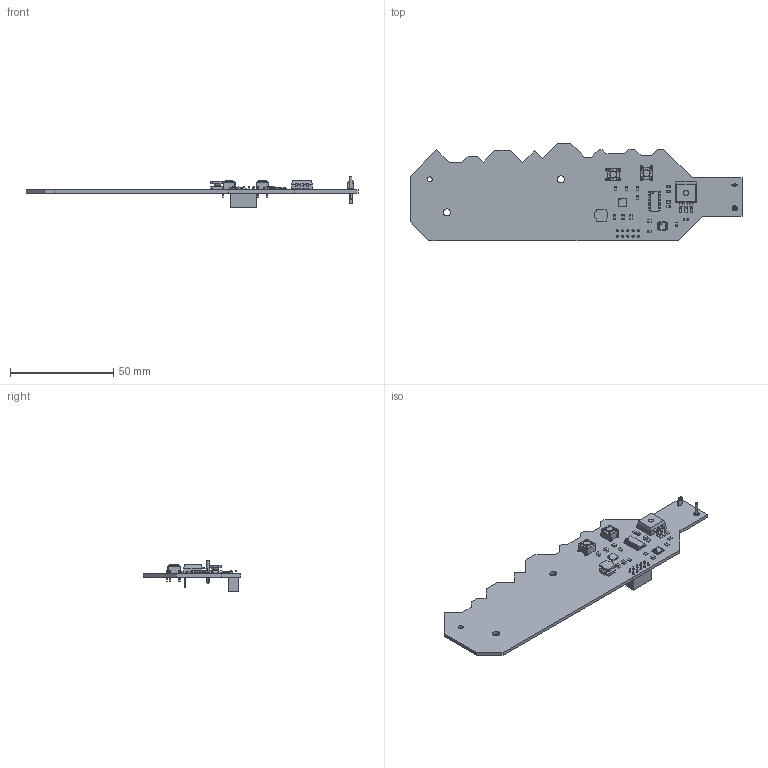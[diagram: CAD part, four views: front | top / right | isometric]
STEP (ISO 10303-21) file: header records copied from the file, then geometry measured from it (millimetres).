
FILE_DESCRIPTION(('FreeCAD Model'),'2;1');
FILE_NAME('ecig_sp.step', '2019-06-13T07:12:40',('kicad StepUp'),('ksu MCAD'), 'Open CASCADE STEP processor 7.3','FreeCAD','Unknown');
FILE_SCHEMA(('AUTOMOTIVE_DESIGN { 1 0 10303 214 1 1 1 1 }'));
Length unit declared in the file: millimetre
Products named in the file (1): ecig_sp
Bounding box: 160.8 x 47 x 15.1 mm (x, y, z)
Volume: 10921.6 mm3; surface area: 14468.8 mm2
Topology: 1 solids, 1 shells, 1835 faces, 5164 edges, 3325 vertices
Faces by surface type: plane 1329, cylinder 418, bspline 80, torus 6, cone 2
Full cylindrical faces by diameter (mm): 0.5 x2, 0.6 x1, 1 x18, 1.1 x8, 1.2 x1, 1.3 x1, 2.39 x1, 2.5 x2, 3.45 x2, 3.5 x2
Entity records: 71646 total; most frequent: CARTESIAN_POINT 10709, ORIENTED_EDGE 10328, DIRECTION 9517, EDGE_CURVE 5164, LINE 4179, VECTOR 4179, VERTEX_POINT 3325, AXIS2_PLACEMENT_3D 2669
